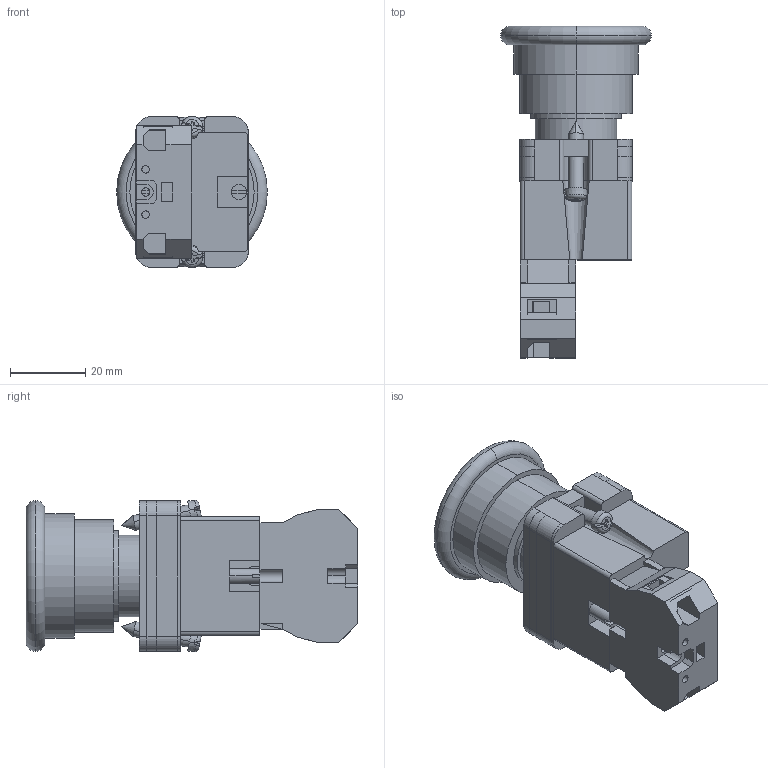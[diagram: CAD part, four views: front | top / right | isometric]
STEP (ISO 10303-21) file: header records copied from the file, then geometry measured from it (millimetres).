
FILE_DESCRIPTION (( 'STEP AP214' ), '1' );
FILE_NAME ('GCX1226-120L.step', '2016-06-20T21:00:36', ( '' ), ( '' ), 'SwSTEP 2.0', 'SolidWorks 2016', '' );
FILE_SCHEMA (( 'AUTOMOTIVE_DESIGN' ));
Length unit declared in the file: inch
Products named in the file (5): ecx1030; ECX1050; ECX1029-2; GCX122X OPERATOR; GCX1226-120L
Assembly tree (4 placements, depth 2):
  GCX1226-120L
    GCX122X OPERATOR
    ECX1029-2
    ECX1050
    ecx1030
Bounding box: 40 x 88.1 x 40.16 mm (x, y, z)
Volume: 47437.1 mm3; surface area: 26382.2 mm2
Topology: 7 solids, 7 shells, 431 faces, 1168 edges, 772 vertices
Faces by surface type: plane 252, cylinder 146, cone 17, torus 16
Entity records: 14182 total; most frequent: CARTESIAN_POINT 2570, DIRECTION 2376, ORIENTED_EDGE 2328, EDGE_CURVE 1164, AXIS2_PLACEMENT_3D 814, VERTEX_POINT 772, LINE 748, VECTOR 748
